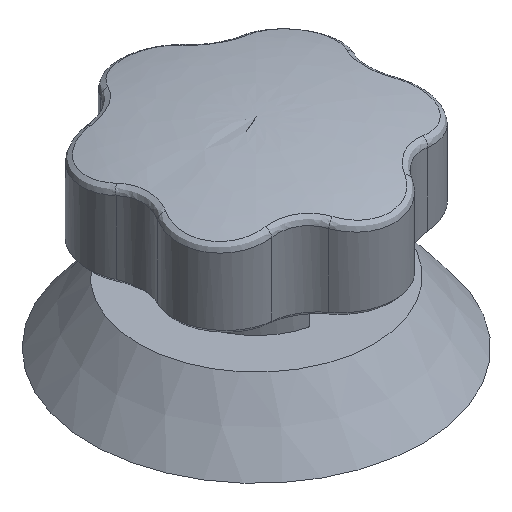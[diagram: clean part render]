
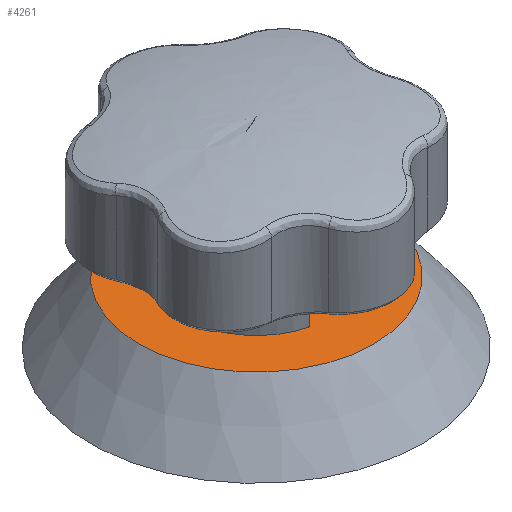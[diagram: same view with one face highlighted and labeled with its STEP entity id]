
A CAD part, isometric view. The second image highlights one B-rep face of the part: STEP entity #4261.
In plain terms, the highlighted planar face has unit normal (0, 0, 1).
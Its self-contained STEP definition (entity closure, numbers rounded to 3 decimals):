
#93=LINE('',#5832,#228);
#97=LINE('',#5841,#232);
#152=LINE('',#7226,#287);
#155=LINE('',#7232,#290);
#228=VECTOR('',#4847,1000.);
#232=VECTOR('',#4853,1000.);
#287=VECTOR('',#5124,1000.);
#290=VECTOR('',#5129,1000.);
#1378=ORIENTED_EDGE('',*,*,#1871,.T.);
#1379=ORIENTED_EDGE('',*,*,#1625,.F.);
#1380=ORIENTED_EDGE('',*,*,#1873,.F.);
#1381=ORIENTED_EDGE('',*,*,#1831,.F.);
#1382=ORIENTED_EDGE('',*,*,#1667,.F.);
#1383=ORIENTED_EDGE('',*,*,#1629,.F.);
#1384=ORIENTED_EDGE('',*,*,#1874,.F.);
#1385=ORIENTED_EDGE('',*,*,#1872,.F.);
#1386=ORIENTED_EDGE('',*,*,#1875,.F.);
#1387=ORIENTED_EDGE('',*,*,#1828,.F.);
#1388=ORIENTED_EDGE('',*,*,#1639,.F.);
#1625=EDGE_CURVE('',#2021,#2023,#93,.T.);
#1629=EDGE_CURVE('',#2025,#2027,#97,.T.);
#1639=EDGE_CURVE('',#2023,#2034,#2264,.T.);
#1667=EDGE_CURVE('',#2027,#2060,#2278,.T.);
#1828=EDGE_CURVE('',#2034,#2148,#152,.T.);
#1831=EDGE_CURVE('',#2060,#2150,#155,.T.);
#1871=EDGE_CURVE('',#2175,#2175,#2323,.T.);
#1872=EDGE_CURVE('',#2178,#2178,#2324,.T.);
#1873=EDGE_CURVE('',#2150,#2021,#2325,.T.);
#1874=EDGE_CURVE('',#2178,#2025,#2326,.T.);
#1875=EDGE_CURVE('',#2148,#2178,#2327,.T.);
#2021=VERTEX_POINT('',#5830);
#2023=VERTEX_POINT('',#5833);
#2025=VERTEX_POINT('',#5839);
#2027=VERTEX_POINT('',#5842);
#2034=VERTEX_POINT('',#5880);
#2060=VERTEX_POINT('',#5976);
#2148=VERTEX_POINT('',#7225);
#2150=VERTEX_POINT('',#7230);
#2175=VERTEX_POINT('',#7340);
#2178=VERTEX_POINT('',#7352);
#2264=CIRCLE('',#4407,10.5);
#2278=CIRCLE('',#4423,10.5);
#2323=CIRCLE('',#4543,17.);
#2324=CIRCLE('',#4545,2.5);
#2325=CIRCLE('',#4547,8.);
#2326=CIRCLE('',#4548,8.);
#2327=CIRCLE('',#4549,8.);
#2528=EDGE_LOOP('',(#1378));
#2529=EDGE_LOOP('',(#1379,#1380,#1381,#1382,#1383,#1384,#1385,#1386,#1387,
#1388));
#2747=FACE_BOUND('',#2528,.T.);
#2748=FACE_BOUND('',#2529,.T.);
#2829=PLANE('',#4546);
#4261=ADVANCED_FACE('',(#2747,#2748),#2829,.T.);
#4407=AXIS2_PLACEMENT_3D('',#5879,#4863,#4864);
#4423=AXIS2_PLACEMENT_3D('',#5975,#4896,#4897);
#4543=AXIS2_PLACEMENT_3D('',#7349,#5211,#5212);
#4545=AXIS2_PLACEMENT_3D('',#7351,#5215,#5216);
#4546=AXIS2_PLACEMENT_3D('',#7353,#5217,#5218);
#4547=AXIS2_PLACEMENT_3D('',#7354,#5219,#5220);
#4548=AXIS2_PLACEMENT_3D('',#7355,#5221,#5222);
#4549=AXIS2_PLACEMENT_3D('',#7356,#5223,#5224);
#4847=DIRECTION('',(0.,-1.,0.));
#4853=DIRECTION('',(0.,1.,0.));
#4863=DIRECTION('',(0.,0.,1.));
#4864=DIRECTION('',(0.,1.,0.));
#4896=DIRECTION('',(0.,0.,1.));
#4897=DIRECTION('',(0.,1.,0.));
#5124=DIRECTION('',(0.,-1.,0.));
#5129=DIRECTION('',(0.,1.,0.));
#5211=DIRECTION('',(0.,0.,1.));
#5212=DIRECTION('',(0.,-1.,0.));
#5215=DIRECTION('',(0.,0.,1.));
#5216=DIRECTION('',(0.,-1.,0.));
#5217=DIRECTION('',(0.,0.,1.));
#5218=DIRECTION('',(0.,-1.,0.));
#5219=DIRECTION('',(0.,0.,1.));
#5220=DIRECTION('',(0.,1.,0.));
#5221=DIRECTION('',(0.,0.,1.));
#5222=DIRECTION('',(0.,1.,0.));
#5223=DIRECTION('',(0.,0.,1.));
#5224=DIRECTION('',(0.,1.,0.));
#5830=CARTESIAN_POINT('',(2.5,-7.599,9.));
#5832=CARTESIAN_POINT('',(2.5,0.,9.));
#5833=CARTESIAN_POINT('',(2.5,-10.198,9.));
#5839=CARTESIAN_POINT('',(-2.5,7.599,9.));
#5841=CARTESIAN_POINT('',(-2.5,0.,9.));
#5842=CARTESIAN_POINT('',(-2.5,10.198,9.));
#5879=CARTESIAN_POINT('',(0.,0.,9.));
#5880=CARTESIAN_POINT('',(2.5,10.198,9.));
#5975=CARTESIAN_POINT('',(0.,0.,9.));
#5976=CARTESIAN_POINT('',(-2.5,-10.198,9.));
#7225=CARTESIAN_POINT('',(2.5,7.599,9.));
#7226=CARTESIAN_POINT('',(2.5,0.,9.));
#7230=CARTESIAN_POINT('',(-2.5,-7.599,9.));
#7232=CARTESIAN_POINT('',(-2.5,0.,9.));
#7340=CARTESIAN_POINT('',(17.,0.,9.));
#7349=CARTESIAN_POINT('',(0.,0.,9.));
#7351=CARTESIAN_POINT('',(0.,10.5,9.));
#7352=CARTESIAN_POINT('',(0.,8.,9.));
#7353=CARTESIAN_POINT('',(5.3,0.,9.));
#7354=CARTESIAN_POINT('',(0.,0.,9.));
#7355=CARTESIAN_POINT('',(0.,0.,9.));
#7356=CARTESIAN_POINT('',(0.,0.,9.));
